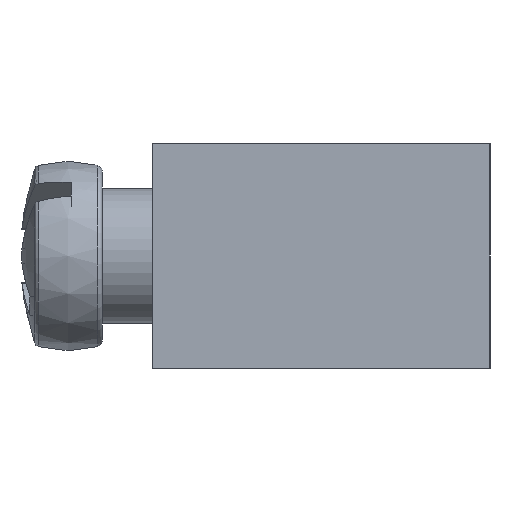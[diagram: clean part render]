
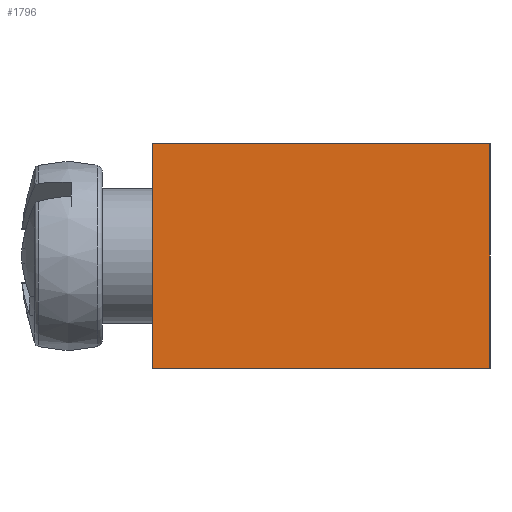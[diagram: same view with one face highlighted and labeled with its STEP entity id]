
A CAD part, left-side view. The second image highlights one B-rep face of the part: STEP entity #1796.
In plain terms, the highlighted planar face has unit normal (-1, 0, 0).
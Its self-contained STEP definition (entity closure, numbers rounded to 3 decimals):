
#103=LINE('',#2886,#137);
#105=LINE('',#2929,#139);
#110=LINE('',#3513,#144);
#111=LINE('',#3515,#145);
#137=VECTOR('',#2118,12.);
#139=VECTOR('',#2160,12.);
#144=VECTOR('',#2423,8.);
#145=VECTOR('',#2426,8.);
#172=PLANE('',#1995);
#579=FACE_OUTER_BOUND('',#811,.T.);
#811=EDGE_LOOP('',(#1449,#1450,#1451,#1452));
#904=VERTEX_POINT('',#2879);
#907=VERTEX_POINT('',#2884);
#927=VERTEX_POINT('',#2926);
#928=VERTEX_POINT('',#2928);
#1068=EDGE_CURVE('',#907,#904,#103,.T.);
#1088=EDGE_CURVE('',#927,#928,#105,.T.);
#1168=EDGE_CURVE('',#928,#907,#110,.T.);
#1169=EDGE_CURVE('',#904,#927,#111,.T.);
#1449=ORIENTED_EDGE('',*,*,#1168,.F.);
#1450=ORIENTED_EDGE('',*,*,#1088,.F.);
#1451=ORIENTED_EDGE('',*,*,#1169,.F.);
#1452=ORIENTED_EDGE('',*,*,#1068,.F.);
#1796=ADVANCED_FACE('',(#579),#172,.T.);
#1995=AXIS2_PLACEMENT_3D('',#3514,#2424,#2425);
#2118=DIRECTION('',(0.,1.,0.));
#2160=DIRECTION('',(0.,-1.,0.));
#2423=DIRECTION('',(0.,0.,-1.));
#2424=DIRECTION('center_axis',(-1.,0.,0.));
#2425=DIRECTION('ref_axis',(0.,-1.,0.));
#2426=DIRECTION('',(0.,0.,1.));
#2879=CARTESIAN_POINT('',(-73.5,6.,-4.));
#2884=CARTESIAN_POINT('',(-73.5,-6.,-4.));
#2886=CARTESIAN_POINT('',(-73.5,-6.,-4.));
#2926=CARTESIAN_POINT('',(-73.5,6.,4.));
#2928=CARTESIAN_POINT('',(-73.5,-6.,4.));
#2929=CARTESIAN_POINT('',(-73.5,-6.,4.));
#3513=CARTESIAN_POINT('',(-73.5,-6.,0.));
#3514=CARTESIAN_POINT('Origin',(-73.5,6.,0.));
#3515=CARTESIAN_POINT('',(-73.5,6.,0.));
